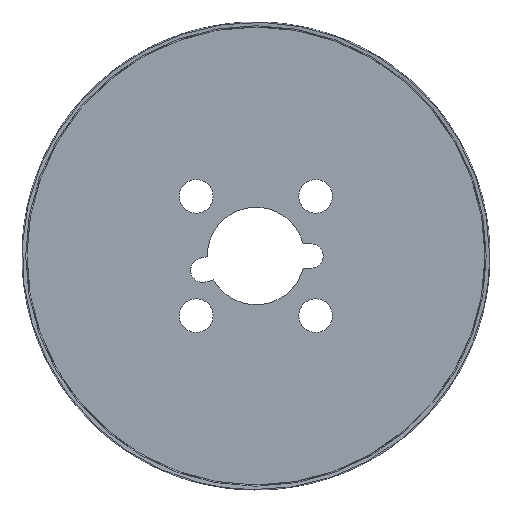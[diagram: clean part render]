
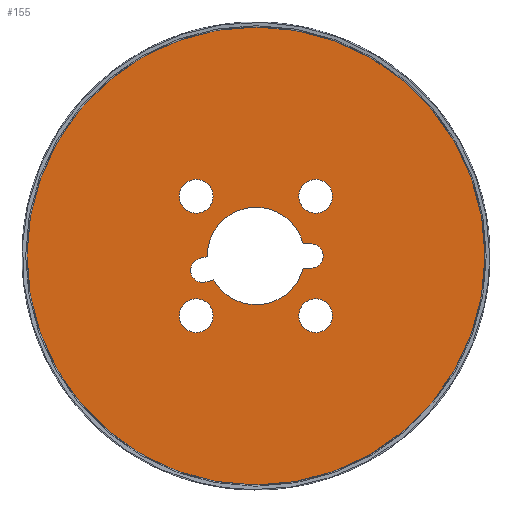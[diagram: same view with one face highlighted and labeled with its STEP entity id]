
A CAD part, top view. The second image highlights one B-rep face of the part: STEP entity #155.
In plain terms, the highlighted planar face has unit normal (0, 0, 1).
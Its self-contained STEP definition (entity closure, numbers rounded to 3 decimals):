
#102=PLANE('',#675);
#113=LINE('',#936,#135);
#114=LINE('',#941,#136);
#115=LINE('',#945,#137);
#116=LINE('',#949,#138);
#135=VECTOR('',#765,1.);
#136=VECTOR('',#768,1.);
#137=VECTOR('',#771,1.);
#138=VECTOR('',#774,1.);
#155=ADVANCED_FACE('',(#213,#214,#215,#216,#217,#218),#102,.F.);
#213=FACE_BOUND('',#279,.T.);
#214=FACE_BOUND('',#280,.T.);
#215=FACE_BOUND('',#281,.T.);
#216=FACE_BOUND('',#282,.T.);
#217=FACE_BOUND('',#283,.T.);
#218=FACE_BOUND('',#284,.T.);
#279=EDGE_LOOP('',(#364));
#280=EDGE_LOOP('',(#365));
#281=EDGE_LOOP('',(#366));
#282=EDGE_LOOP('',(#367));
#283=EDGE_LOOP('',(#368));
#284=EDGE_LOOP('',(#369,#370,#371,#372,#373,#374,#375,#376));
#364=ORIENTED_EDGE('',*,*,#530,.F.);
#365=ORIENTED_EDGE('',*,*,#543,.T.);
#366=ORIENTED_EDGE('',*,*,#544,.T.);
#367=ORIENTED_EDGE('',*,*,#545,.T.);
#368=ORIENTED_EDGE('',*,*,#546,.T.);
#369=ORIENTED_EDGE('',*,*,#547,.F.);
#370=ORIENTED_EDGE('',*,*,#548,.T.);
#371=ORIENTED_EDGE('',*,*,#549,.F.);
#372=ORIENTED_EDGE('',*,*,#550,.T.);
#373=ORIENTED_EDGE('',*,*,#551,.T.);
#374=ORIENTED_EDGE('',*,*,#552,.T.);
#375=ORIENTED_EDGE('',*,*,#553,.F.);
#376=ORIENTED_EDGE('',*,*,#554,.T.);
#478=VERTEX_POINT('',#901);
#491=VERTEX_POINT('',#929);
#492=VERTEX_POINT('',#931);
#493=VERTEX_POINT('',#933);
#494=VERTEX_POINT('',#935);
#495=VERTEX_POINT('',#937);
#496=VERTEX_POINT('',#938);
#497=VERTEX_POINT('',#940);
#498=VERTEX_POINT('',#942);
#499=VERTEX_POINT('',#944);
#500=VERTEX_POINT('',#946);
#501=VERTEX_POINT('',#948);
#502=VERTEX_POINT('',#950);
#530=EDGE_CURVE('',#478,#478,#594,.T.);
#543=EDGE_CURVE('',#491,#491,#603,.T.);
#544=EDGE_CURVE('',#492,#492,#604,.T.);
#545=EDGE_CURVE('',#493,#493,#605,.T.);
#546=EDGE_CURVE('',#494,#494,#606,.T.);
#547=EDGE_CURVE('',#495,#496,#113,.T.);
#548=EDGE_CURVE('',#495,#497,#607,.T.);
#549=EDGE_CURVE('',#498,#497,#114,.T.);
#550=EDGE_CURVE('',#498,#499,#608,.T.);
#551=EDGE_CURVE('',#499,#500,#115,.T.);
#552=EDGE_CURVE('',#500,#501,#609,.T.);
#553=EDGE_CURVE('',#502,#501,#116,.T.);
#554=EDGE_CURVE('',#502,#496,#610,.T.);
#594=CIRCLE('',#656,75.6);
#603=CIRCLE('',#667,5.5);
#604=CIRCLE('',#668,5.5);
#605=CIRCLE('',#669,5.5);
#606=CIRCLE('',#670,5.5);
#607=CIRCLE('',#671,3.963);
#608=CIRCLE('',#672,15.881);
#609=CIRCLE('',#673,3.963);
#610=CIRCLE('',#674,15.881);
#656=AXIS2_PLACEMENT_3D('',#900,#731,#732);
#667=AXIS2_PLACEMENT_3D('',#928,#757,#758);
#668=AXIS2_PLACEMENT_3D('',#930,#759,#760);
#669=AXIS2_PLACEMENT_3D('',#932,#761,#762);
#670=AXIS2_PLACEMENT_3D('',#934,#763,#764);
#671=AXIS2_PLACEMENT_3D('',#939,#766,#767);
#672=AXIS2_PLACEMENT_3D('',#943,#769,#770);
#673=AXIS2_PLACEMENT_3D('',#947,#772,#773);
#674=AXIS2_PLACEMENT_3D('',#951,#775,#776);
#675=AXIS2_PLACEMENT_3D('',#952,#777,#778);
#731=DIRECTION('',(0.,0.,-1.));
#732=DIRECTION('',(-1.,0.,0.));
#757=DIRECTION('',(0.,0.,-1.));
#758=DIRECTION('',(0.,-1.,0.));
#759=DIRECTION('',(0.,0.,-1.));
#760=DIRECTION('',(0.,-1.,0.));
#761=DIRECTION('',(0.,0.,-1.));
#762=DIRECTION('',(0.,-1.,0.));
#763=DIRECTION('',(0.,0.,-1.));
#764=DIRECTION('',(0.,-1.,0.));
#765=DIRECTION('',(-1.,0.,0.));
#766=DIRECTION('',(0.,0.,-1.));
#767=DIRECTION('',(0.,-1.,0.));
#768=DIRECTION('',(1.,0.,0.));
#769=DIRECTION('',(0.,0.,-1.));
#770=DIRECTION('',(0.,-1.,0.));
#771=DIRECTION('',(-0.966,-0.259,0.));
#772=DIRECTION('',(0.,0.,-1.));
#773=DIRECTION('',(0.,-1.,0.));
#774=DIRECTION('',(-0.966,-0.259,0.));
#775=DIRECTION('',(0.,0.,-1.));
#776=DIRECTION('',(0.,-1.,0.));
#777=DIRECTION('',(0.,0.,-1.));
#778=DIRECTION('',(0.,1.,0.));
#900=CARTESIAN_POINT('',(0.,0.,0.));
#901=CARTESIAN_POINT('',(-75.6,0.,0.));
#928=CARTESIAN_POINT('',(19.445,19.445,0.));
#929=CARTESIAN_POINT('',(19.445,13.945,0.));
#930=CARTESIAN_POINT('',(-19.445,19.445,0.));
#931=CARTESIAN_POINT('',(-19.445,13.945,0.));
#932=CARTESIAN_POINT('',(-19.445,-19.445,0.));
#933=CARTESIAN_POINT('',(-19.445,-24.945,0.));
#934=CARTESIAN_POINT('',(19.445,-19.445,0.));
#935=CARTESIAN_POINT('',(19.445,-24.945,0.));
#936=CARTESIAN_POINT('',(0.,3.962,0.));
#937=CARTESIAN_POINT('',(17.906,3.963,0.));
#938=CARTESIAN_POINT('',(15.379,3.962,0.));
#939=CARTESIAN_POINT('',(17.906,0.,0.));
#940=CARTESIAN_POINT('',(17.906,-3.963,0.));
#941=CARTESIAN_POINT('',(0.,-3.963,0.));
#942=CARTESIAN_POINT('',(15.379,-3.962,0.));
#943=CARTESIAN_POINT('',(0.,0.,0.));
#944=CARTESIAN_POINT('',(-13.829,-7.808,0.));
#945=CARTESIAN_POINT('',(1.026,-3.827,0.));
#946=CARTESIAN_POINT('',(-16.271,-8.462,0.));
#947=CARTESIAN_POINT('',(-17.296,-4.634,0.));
#948=CARTESIAN_POINT('',(-18.322,-0.807,0.));
#949=CARTESIAN_POINT('',(-1.026,3.827,0.));
#950=CARTESIAN_POINT('',(-15.881,-0.153,0.));
#951=CARTESIAN_POINT('',(0.,0.,0.));
#952=CARTESIAN_POINT('',(0.,0.,0.));
